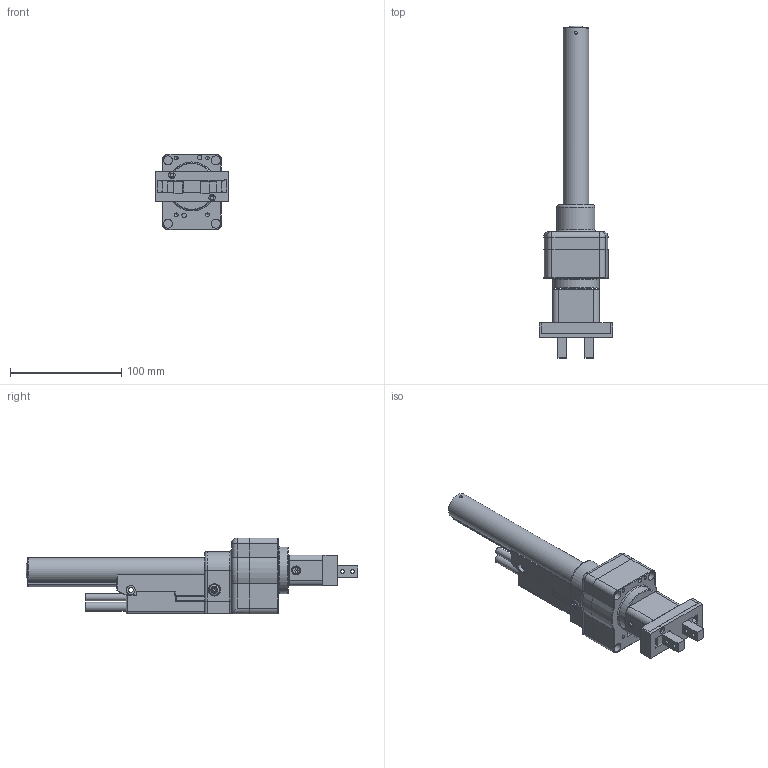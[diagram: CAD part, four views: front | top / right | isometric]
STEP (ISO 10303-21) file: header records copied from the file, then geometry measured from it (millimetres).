
FILE_DESCRIPTION (( 'STEP AP214' ), '1' );
FILE_NAME ('0186-2325_250123_GM51-23Sx160H-XP-K_35-18_E50x0.8-NG_MSxx.STEP', '2025-01-23T07:40:56', ( '' ), ( '' ), 'SwSTEP 2.0', 'SolidWorks 2024', '' );
FILE_SCHEMA (( 'AUTOMOTIVE_DESIGN' ));
Length unit declared in the file: millimetre
Products named in the file (10): GM51k-23x160H-Stator; GM51k-23-GLM; GM51h-23Sx160H-...-RS01; 0186-2325_250123_GM51-23Sx160H-XP-K_35-18_E50x0.8-NG_MSxx; GM50k-23_FGR; 0160-5157_GM51k-23_SDR; 0180-3969_GM50k-23-Cover; GM50h-23-Greiferkopf^0186-2325_GM51-23Sx160H-XP-K_35-18_E50x0.8-NG_MSxx_Geschlossen; GM51k-23-GBG; GM51k-23-GRM
Assembly tree (10 placements, depth 3):
  0186-2325_250123_GM51-23Sx160H-XP-K_35-18_E50x0.8-NG_MSxx
    GM51h-23Sx160H-...-RS01
      GM51k-23-GRM
      GM51k-23-GLM
      GM51k-23x160H-Stator
      0160-5157_GM51k-23_SDR
    GM50h-23-Greiferkopf^0186-2325_GM51-23Sx160H-XP-K_35-18_E50x0.8-NG_MSxx_Geschlossen
      GM51k-23-GBG
      GM50k-23_FGR  x2
      0180-3969_GM50k-23-Cover
Bounding box: 66 x 298.1 x 68 mm (x, y, z)
Volume: 260683.8 mm3; surface area: 121007.9 mm2
Topology: 7 solids, 71 shells, 1422 faces, 4129 edges, 2693 vertices
Faces by surface type: plane 538, cylinder 441, cone 325, bspline 64, torus 43, sphere 11
Full cylindrical faces by diameter (mm): 2 x2, 2.4 x4, 2.5 x77, 2.7 x4, 3.1 x49, 3.2 x2, 3.3 x8, 4 x4, 4.2 x2, 4.3 x1, 4.5 x2, 5 x4, 5.7 x7, 6 x4, 6.2 x1, 6.3 x1, 7 x2, 8 x9, 9.5 x2, 10 x1, 11 x2, 11.25 x1, 12 x1, 25 x2, 42 x1
Entity records: 60047 total; most frequent: CARTESIAN_POINT 12844, DIRECTION 7209, ORIENTED_EDGE 6078, EDGE_CURVE 3580, AXIS2_PLACEMENT_3D 2691, VERTEX_POINT 2636, EDGE_LOOP 2012, VECTOR 1827
